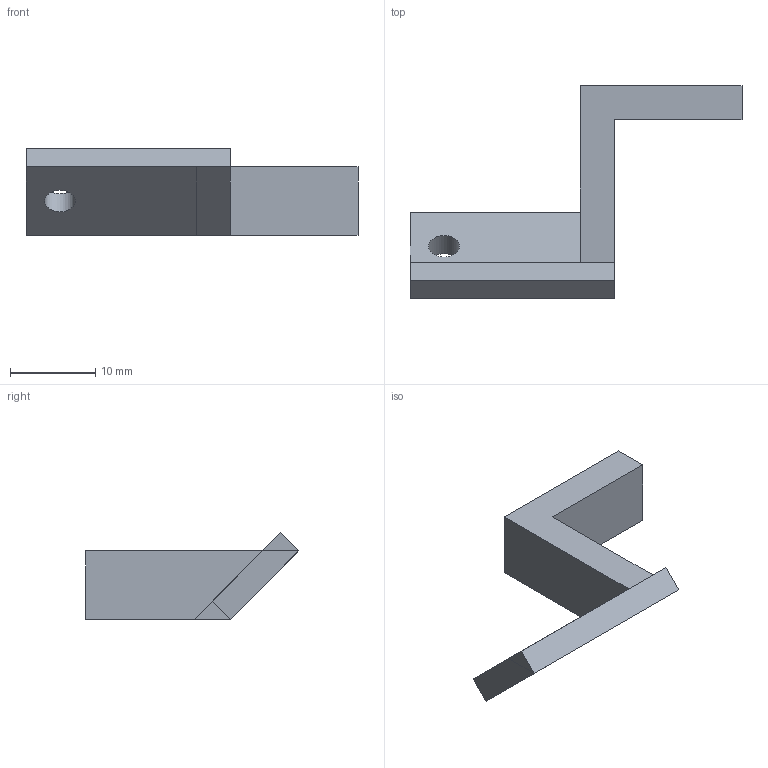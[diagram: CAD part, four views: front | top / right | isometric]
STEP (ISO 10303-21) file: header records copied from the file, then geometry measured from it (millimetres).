
FILE_DESCRIPTION(('FreeCAD Model'),'2;1');
FILE_NAME('Open CASCADE Shape Model','2023-06-24T15:19:24',('Author'),( ''),'Open CASCADE STEP processor 7.5','FreeCAD','Unknown');
FILE_SCHEMA(('AUTOMOTIVE_DESIGN { 1 0 10303 214 1 1 1 1 }'));
Length unit declared in the file: millimetre
Products named in the file (1): Body
Bounding box: 39 x 25 x 10.12 mm (x, y, z)
Volume: 1818.3 mm3; surface area: 1543.4 mm2
Topology: 1 solids, 1 shells, 18 faces, 40 edges, 24 vertices
Faces by surface type: plane 17, cylinder 1
Full cylindrical faces by diameter (mm): 3.6 x1
Entity records: 1028 total; most frequent: CARTESIAN_POINT 163, DIRECTION 160, LINE 116, VECTOR 116, ORIENTED_EDGE 80, PCURVE 80, DEFINITIONAL_REPRESENTATION 80, EDGE_CURVE 40
